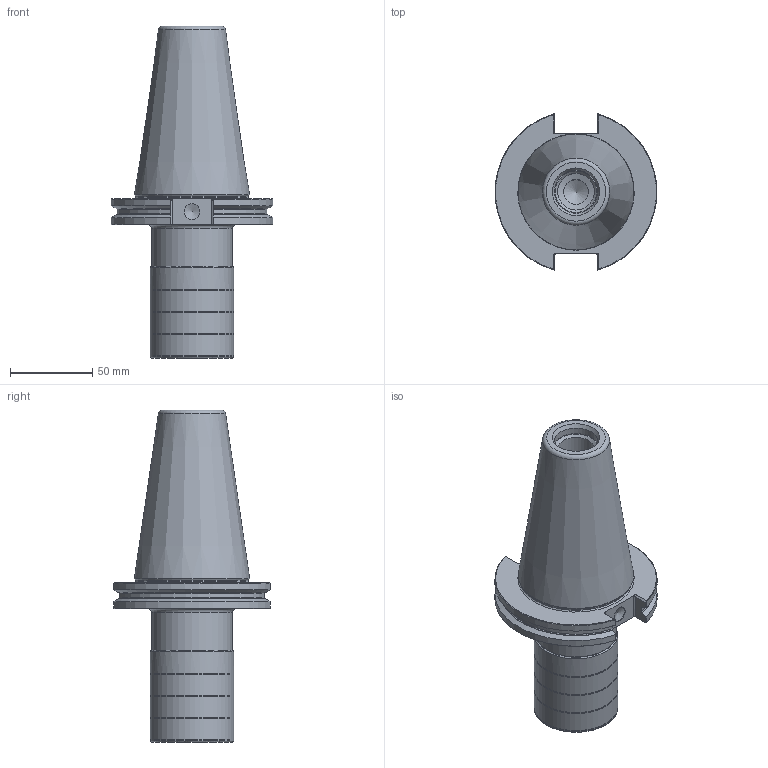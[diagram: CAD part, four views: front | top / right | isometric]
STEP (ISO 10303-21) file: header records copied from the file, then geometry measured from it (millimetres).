
FILE_DESCRIPTION(/* description */ (''),/* implementation_level */ '2;1');
FILE_NAME(/* name */ '202743523ndi000_00.stp',/* time_stamp */ '2019-12-06T13:39:01+01:00',/* author */ (''),/* organization */ (''),/* preprocessor_version */ 'ST-DEVELOPER v16.7',/* originating_system */ 'SIEMENS PLM Software NX 12.0',/* authorisation */ '');
FILE_SCHEMA (('AUTOMOTIVE_DESIGN { 1 0 10303 214 3 1 1 1 }'));
Length unit declared in the file: millimetre
Products named in the file (1): mp5407A0349B3fk9
Bounding box: 98.13 x 94.88 x 201.75 mm (x, y, z)
Volume: 541085.2 mm3; surface area: 74452.5 mm2
Topology: 2 solids, 2 shells, 105 faces, 264 edges, 164 vertices
Faces by surface type: plane 28, revolution 25, cone 21, cylinder 20, torus 11
Full cylindrical faces by diameter (mm): 9.52 x1, 15 x1, 22.25 x1, 26.18 x1, 48.89 x1, 69.15 x1
Entity records: 3367 total; most frequent: CARTESIAN_POINT 1155, DIRECTION 422, ORIENTED_EDGE 394, EDGE_CURVE 197, AXIS2_PLACEMENT_3D 164, EDGE_LOOP 159, VERTEX_POINT 150, FACE_BOUND 112
